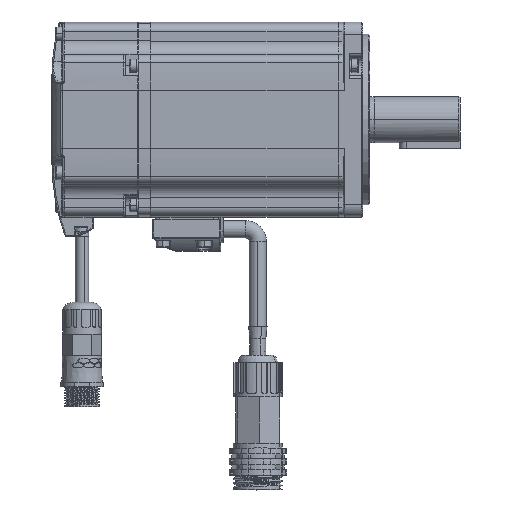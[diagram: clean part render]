
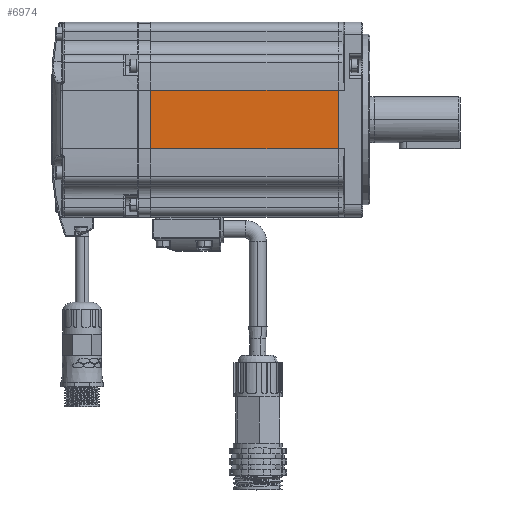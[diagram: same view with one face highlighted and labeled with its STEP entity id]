
A CAD part, top view. The second image highlights one B-rep face of the part: STEP entity #6974.
In plain terms, the highlighted planar face has unit normal (0, 0, 1).
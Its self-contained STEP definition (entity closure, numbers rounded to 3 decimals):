
#4581 = CARTESIAN_POINT ( 'NONE',  ( 16.662, 3.266, 187.3 ) ) ;
#5942 = VECTOR ( 'NONE', #17445, 1000. ) ;
#6974 = ADVANCED_FACE ( 'NONE', ( #71920 ), #40741, .F. ) ;
#7836 = LINE ( 'NONE', #95326, #43717 ) ;
#9709 = VECTOR ( 'NONE', #27524, 1000. ) ;
#17445 = DIRECTION ( 'NONE',  ( 1., 0., 0. ) ) ;
#17991 = LINE ( 'NONE', #59912, #50107 ) ;
#21560 = CARTESIAN_POINT ( 'NONE',  ( -60.338, -8.734, 187.3 ) ) ;
#25290 = DIRECTION ( 'NONE',  ( 0., -1., 0. ) ) ;
#25305 = CARTESIAN_POINT ( 'NONE',  ( -92.838, 15.266, 187.3 ) ) ;
#27524 = DIRECTION ( 'NONE',  ( 0., 1., 0. ) ) ;
#27718 = LINE ( 'NONE', #25305, #5942 ) ;
#28938 = EDGE_CURVE ( 'NONE', #81259, #92904, #27718, .T. ) ;
#33263 = CARTESIAN_POINT ( 'NONE',  ( 16.662, -8.734, 187.3 ) ) ;
#37474 = DIRECTION ( 'NONE',  ( 1., 0., 0. ) ) ;
#40741 = PLANE ( 'NONE',  #41610 ) ;
#41095 = CARTESIAN_POINT ( 'NONE',  ( -92.838, 3.266, 187.3 ) ) ;
#41610 = AXIS2_PLACEMENT_3D ( 'NONE', #41095, #98943, #25290 ) ;
#43717 = VECTOR ( 'NONE', #37474, 1000. ) ;
#46446 = CARTESIAN_POINT ( 'NONE',  ( -60.338, 15.266, 187.3 ) ) ;
#48629 = ORIENTED_EDGE ( 'NONE', *, *, #28938, .F. ) ;
#50107 = VECTOR ( 'NONE', #76746, 1000. ) ;
#50760 = LINE ( 'NONE', #4581, #9709 ) ;
#57097 = VERTEX_POINT ( 'NONE', #21560 ) ;
#57435 = ORIENTED_EDGE ( 'NONE', *, *, #104283, .T. ) ;
#59912 = CARTESIAN_POINT ( 'NONE',  ( -60.338, 3.266, 187.3 ) ) ;
#69249 = ORIENTED_EDGE ( 'NONE', *, *, #104598, .T. ) ;
#71920 = FACE_OUTER_BOUND ( 'NONE', #84334, .T. ) ;
#74303 = VERTEX_POINT ( 'NONE', #33263 ) ;
#76746 = DIRECTION ( 'NONE',  ( 0., -1., 0. ) ) ;
#81259 = VERTEX_POINT ( 'NONE', #46446 ) ;
#84334 = EDGE_LOOP ( 'NONE', ( #57435, #92431, #48629, #69249 ) ) ;
#84863 = EDGE_CURVE ( 'NONE', #74303, #92904, #50760, .T. ) ;
#92431 = ORIENTED_EDGE ( 'NONE', *, *, #84863, .T. ) ;
#92904 = VERTEX_POINT ( 'NONE', #105848 ) ;
#95326 = CARTESIAN_POINT ( 'NONE',  ( -92.838, -8.734, 187.3 ) ) ;
#98943 = DIRECTION ( 'NONE',  ( 0., 0., -1. ) ) ;
#104283 = EDGE_CURVE ( 'NONE', #57097, #74303, #7836, .T. ) ;
#104598 = EDGE_CURVE ( 'NONE', #81259, #57097, #17991, .T. ) ;
#105848 = CARTESIAN_POINT ( 'NONE',  ( 16.662, 15.266, 187.3 ) ) ;
